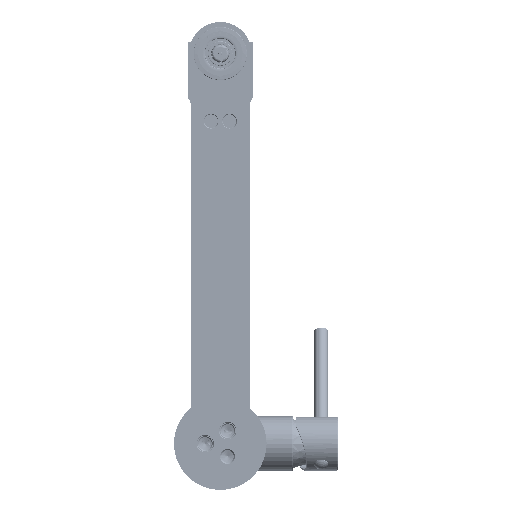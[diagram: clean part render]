
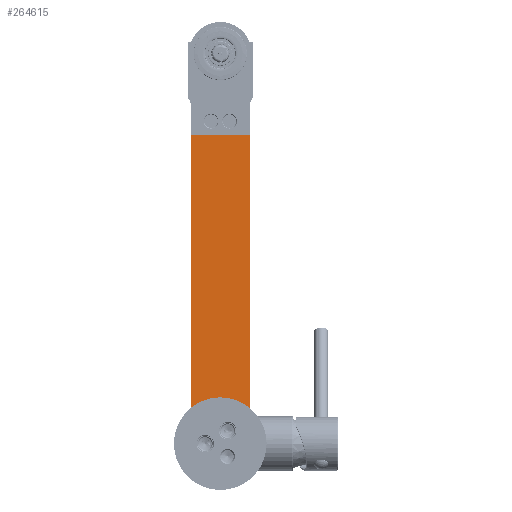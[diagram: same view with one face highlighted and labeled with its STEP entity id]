
A CAD part, front view. The second image highlights one B-rep face of the part: STEP entity #264615.
In plain terms, the highlighted planar face has unit normal (0, -1, 0).
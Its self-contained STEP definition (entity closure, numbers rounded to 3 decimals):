
#151051=DIRECTION('',(-1.,0.,0.));
#151052=VECTOR('',#151051,32.);
#151053=CARTESIAN_POINT('',(16.,327.4,166.5));
#151054=LINE('',#151053,#151052);
#151055=DIRECTION('',(0.,0.,-1.));
#151056=VECTOR('',#151055,166.5);
#151057=CARTESIAN_POINT('',(16.,327.4,166.5));
#151058=LINE('',#151057,#151056);
#151059=CARTESIAN_POINT('',(0.,327.4,0.));
#151060=DIRECTION('',(0.,1.,0.));
#151061=DIRECTION('',(1.,0.,0.));
#151062=AXIS2_PLACEMENT_3D('',#151059,#151060,#151061);
#151064=DIRECTION('',(0.,0.,1.));
#151065=VECTOR('',#151064,166.5);
#151066=CARTESIAN_POINT('',(-16.,327.4,0.));
#151067=LINE('',#151066,#151065);
#151068=CARTESIAN_POINT('',(0.,327.4,0.));
#151069=DIRECTION('',(0.,-1.,0.));
#151070=DIRECTION('',(0.,0.,-1.));
#151071=AXIS2_PLACEMENT_3D('',#151068,#151069,#151070);
#151073=CARTESIAN_POINT('',(0.,327.4,0.));
#151074=DIRECTION('',(0.,-1.,0.));
#151075=DIRECTION('',(0.,0.,1.));
#151076=AXIS2_PLACEMENT_3D('',#151073,#151074,#151075);
#186583=CARTESIAN_POINT('',(16.,327.4,0.));
#186584=CARTESIAN_POINT('',(-16.,327.4,0.));
#186585=VERTEX_POINT('',#186583);
#186586=VERTEX_POINT('',#186584);
#186603=CARTESIAN_POINT('',(0.,327.4,-13.25));
#186604=VERTEX_POINT('',#186603);
#186605=CARTESIAN_POINT('',(0.,327.4,13.25));
#186606=VERTEX_POINT('',#186605);
#186847=CARTESIAN_POINT('',(16.,327.4,166.5));
#186848=CARTESIAN_POINT('',(-16.,327.4,166.5));
#186849=VERTEX_POINT('',#186847);
#186850=VERTEX_POINT('',#186848);
#264595=CARTESIAN_POINT('',(0.,327.4,107.5));
#264596=DIRECTION('',(0.,1.,0.));
#264597=DIRECTION('',(0.,0.,-1.));
#264598=AXIS2_PLACEMENT_3D('',#264595,#264596,#264597);
#264599=PLANE('',#264598);
#264601=ORIENTED_EDGE('',*,*,#264600,.F.);
#264602=ORIENTED_EDGE('',*,*,#264572,.T.);
#264604=ORIENTED_EDGE('',*,*,#264603,.T.);
#264606=ORIENTED_EDGE('',*,*,#264605,.T.);
#264607=EDGE_LOOP('',(#264601,#264602,#264604,#264606));
#264608=FACE_OUTER_BOUND('',#264607,.F.);
#264610=ORIENTED_EDGE('',*,*,#264609,.T.);
#264612=ORIENTED_EDGE('',*,*,#264611,.T.);
#264613=EDGE_LOOP('',(#264610,#264612));
#264614=FACE_BOUND('',#264613,.F.);
#264615=ADVANCED_FACE('',(#264608,#264614),#264599,.F.);
#151063=CIRCLE('',#151062,16.);
#151072=CIRCLE('',#151071,13.25);
#151077=CIRCLE('',#151076,13.25);
#264572=EDGE_CURVE('',#186849,#186585,#151058,.T.);
#264600=EDGE_CURVE('',#186849,#186850,#151054,.T.);
#264603=EDGE_CURVE('',#186585,#186586,#151063,.T.);
#264605=EDGE_CURVE('',#186586,#186850,#151067,.T.);
#264609=EDGE_CURVE('',#186604,#186606,#151072,.T.);
#264611=EDGE_CURVE('',#186606,#186604,#151077,.T.);
